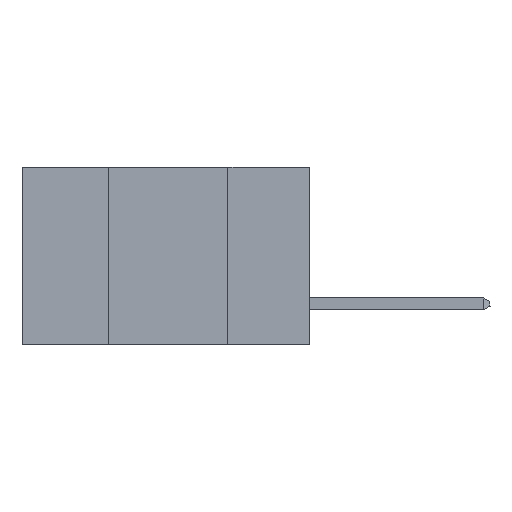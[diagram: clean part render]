
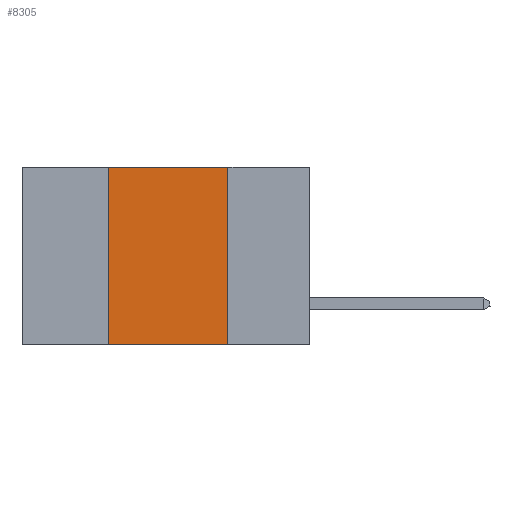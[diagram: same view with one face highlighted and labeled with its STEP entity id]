
A CAD part, left-side view. The second image highlights one B-rep face of the part: STEP entity #8305.
In plain terms, the highlighted planar face has unit normal (-1, 0, 0).
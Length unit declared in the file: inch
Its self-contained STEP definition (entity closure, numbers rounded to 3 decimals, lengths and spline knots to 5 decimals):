
#1079 = VECTOR ( 'NONE', #12430, 39.37008 ) ;
#2378 = EDGE_CURVE ( 'NONE', #14412, #13221, #19143, .T. ) ;
#3027 = FACE_OUTER_BOUND ( 'NONE', #21588, .T. ) ;
#4070 = ORIENTED_EDGE ( 'NONE', *, *, #8266, .F. ) ;
#4625 = EDGE_CURVE ( 'NONE', #13221, #26045, #24687, .T. ) ;
#4860 = ORIENTED_EDGE ( 'NONE', *, *, #4625, .F. ) ;
#5367 = PLANE ( 'NONE',  #21854 ) ;
#6562 = CARTESIAN_POINT ( 'NONE',  ( 0., 0.42, 0. ) ) ;
#6989 = DIRECTION ( 'NONE',  ( 0., -1., 0. ) ) ;
#7793 = DIRECTION ( 'NONE',  ( 0., -1., 0. ) ) ;
#8266 = EDGE_CURVE ( 'NONE', #26045, #21660, #16039, .T. ) ;
#8305 = ADVANCED_FACE ( 'NONE', ( #3027 ), #5367, .F. ) ;
#8533 = VECTOR ( 'NONE', #6989, 39.37008 ) ;
#11445 = CARTESIAN_POINT ( 'NONE',  ( 0., 0.6, 0. ) ) ;
#11530 = DIRECTION ( 'NONE',  ( 0., 0., -1. ) ) ;
#12430 = DIRECTION ( 'NONE',  ( 0., 0., 1. ) ) ;
#13092 = ORIENTED_EDGE ( 'NONE', *, *, #25730, .T. ) ;
#13221 = VERTEX_POINT ( 'NONE', #23927 ) ;
#14051 = DIRECTION ( 'NONE',  ( 0., 0., -1. ) ) ;
#14187 = CARTESIAN_POINT ( 'NONE',  ( 0., 0.17, -0.37 ) ) ;
#14412 = VERTEX_POINT ( 'NONE', #17017 ) ;
#14938 = CARTESIAN_POINT ( 'NONE',  ( 0., 0.17, 0. ) ) ;
#15544 = ORIENTED_EDGE ( 'NONE', *, *, #2378, .F. ) ;
#16039 = LINE ( 'NONE', #19396, #20136 ) ;
#16278 = LINE ( 'NONE', #24315, #23256 ) ;
#17017 = CARTESIAN_POINT ( 'NONE',  ( 0., 0.42, -0.37 ) ) ;
#19143 = LINE ( 'NONE', #6562, #1079 ) ;
#19396 = CARTESIAN_POINT ( 'NONE',  ( 0., 0.17, 0. ) ) ;
#20136 = VECTOR ( 'NONE', #11530, 39.37008 ) ;
#21588 = EDGE_LOOP ( 'NONE', ( #4070, #4860, #15544, #13092 ) ) ;
#21660 = VERTEX_POINT ( 'NONE', #14187 ) ;
#21854 = AXIS2_PLACEMENT_3D ( 'NONE', #11445, #26144, #14051 ) ;
#22557 = CARTESIAN_POINT ( 'NONE',  ( 0., 0.6, 0. ) ) ;
#23256 = VECTOR ( 'NONE', #7793, 39.37008 ) ;
#23927 = CARTESIAN_POINT ( 'NONE',  ( 0., 0.42, 0. ) ) ;
#24315 = CARTESIAN_POINT ( 'NONE',  ( 0., 0.6, -0.37 ) ) ;
#24687 = LINE ( 'NONE', #22557, #8533 ) ;
#25730 = EDGE_CURVE ( 'NONE', #14412, #21660, #16278, .T. ) ;
#26045 = VERTEX_POINT ( 'NONE', #14938 ) ;
#26144 = DIRECTION ( 'NONE',  ( 1., 0., 0. ) ) ;
